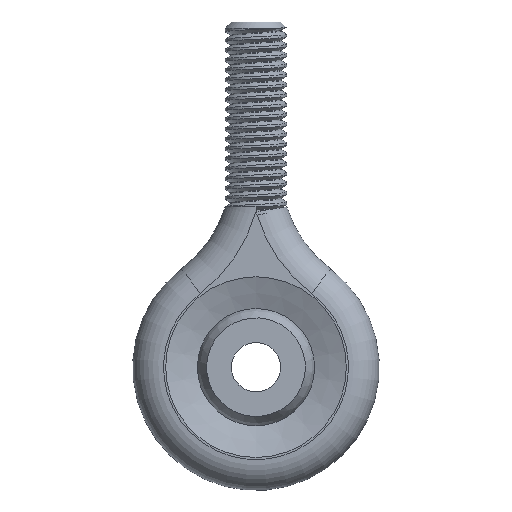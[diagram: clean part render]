
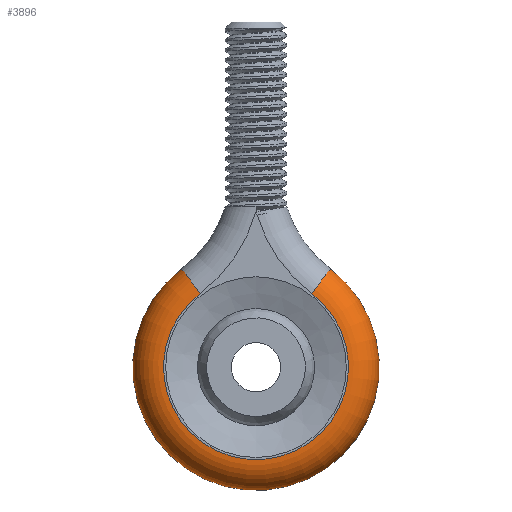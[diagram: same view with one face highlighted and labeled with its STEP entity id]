
A CAD part, front view. The second image highlights one B-rep face of the part: STEP entity #3896.
In plain terms, the highlighted toroidal (fillet/blend) face has major radius 7.5 mm and minor radius 2.5 mm.
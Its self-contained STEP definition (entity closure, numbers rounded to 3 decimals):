
#164 = DIRECTION ( 'NONE',  ( 0., 0., 1. ) ) ;
#182 = AXIS2_PLACEMENT_3D ( 'NONE', #217, #3328, #2174 ) ;
#217 = CARTESIAN_POINT ( 'NONE',  ( 0., 0., 0. ) ) ;
#265 = CIRCLE ( 'NONE', #182, 10. ) ;
#439 = TOROIDAL_SURFACE ( 'NONE', #4067, 7.5, 2.5 ) ;
#449 = ORIENTED_EDGE ( 'NONE', *, *, #2744, .F. ) ;
#515 = CIRCLE ( 'NONE', #2318, 7.5 ) ;
#789 = EDGE_CURVE ( 'NONE', #1624, #1361, #4699, .T. ) ;
#1196 = FACE_OUTER_BOUND ( 'NONE', #4864, .T. ) ;
#1261 = CARTESIAN_POINT ( 'NONE',  ( 4.519, -2.5, 5.985 ) ) ;
#1361 = VERTEX_POINT ( 'NONE', #4764 ) ;
#1377 = DIRECTION ( 'NONE',  ( 0., -1., 0. ) ) ;
#1624 = VERTEX_POINT ( 'NONE', #1261 ) ;
#1831 = VERTEX_POINT ( 'NONE', #4890 ) ;
#1957 = AXIS2_PLACEMENT_3D ( 'NONE', #3225, #4780, #3669 ) ;
#2143 = EDGE_CURVE ( 'NONE', #4166, #1361, #265, .T. ) ;
#2174 = DIRECTION ( 'NONE',  ( 0., 0., 1. ) ) ;
#2198 = CARTESIAN_POINT ( 'NONE',  ( 0., -2.5, 0. ) ) ;
#2318 = AXIS2_PLACEMENT_3D ( 'NONE', #2198, #1377, #164 ) ;
#2716 = CARTESIAN_POINT ( 'NONE',  ( -6.026, 0., 7.981 ) ) ;
#2744 = EDGE_CURVE ( 'NONE', #1831, #1624, #515, .T. ) ;
#2907 = EDGE_CURVE ( 'NONE', #4166, #1831, #4395, .T. ) ;
#3220 = DIRECTION ( 'NONE',  ( 0.603, 0., -0.798 ) ) ;
#3225 = CARTESIAN_POINT ( 'NONE',  ( 4.519, 0., 5.985 ) ) ;
#3241 = AXIS2_PLACEMENT_3D ( 'NONE', #4567, #3353, #3220 ) ;
#3328 = DIRECTION ( 'NONE',  ( 0., -1., 0. ) ) ;
#3353 = DIRECTION ( 'NONE',  ( 0.798, 0., 0.603 ) ) ;
#3373 = ORIENTED_EDGE ( 'NONE', *, *, #2143, .T. ) ;
#3533 = ORIENTED_EDGE ( 'NONE', *, *, #2907, .F. ) ;
#3669 = DIRECTION ( 'NONE',  ( 0.603, 0., 0.798 ) ) ;
#3896 = ADVANCED_FACE ( 'NONE', ( #1196 ), #439, .T. ) ;
#4067 = AXIS2_PLACEMENT_3D ( 'NONE', #4725, #4698, #4307 ) ;
#4166 = VERTEX_POINT ( 'NONE', #2716 ) ;
#4307 = DIRECTION ( 'NONE',  ( 0., 0., 1. ) ) ;
#4395 = CIRCLE ( 'NONE', #3241, 2.5 ) ;
#4567 = CARTESIAN_POINT ( 'NONE',  ( -4.519, 0., 5.985 ) ) ;
#4698 = DIRECTION ( 'NONE',  ( 0., 1., 0. ) ) ;
#4699 = CIRCLE ( 'NONE', #1957, 2.5 ) ;
#4725 = CARTESIAN_POINT ( 'NONE',  ( 0., 0., 0. ) ) ;
#4764 = CARTESIAN_POINT ( 'NONE',  ( 6.026, 0., 7.981 ) ) ;
#4780 = DIRECTION ( 'NONE',  ( -0.798, 0., 0.603 ) ) ;
#4864 = EDGE_LOOP ( 'NONE', ( #5101, #449, #3533, #3373 ) ) ;
#4890 = CARTESIAN_POINT ( 'NONE',  ( -4.519, -2.5, 5.985 ) ) ;
#5101 = ORIENTED_EDGE ( 'NONE', *, *, #789, .F. ) ;
